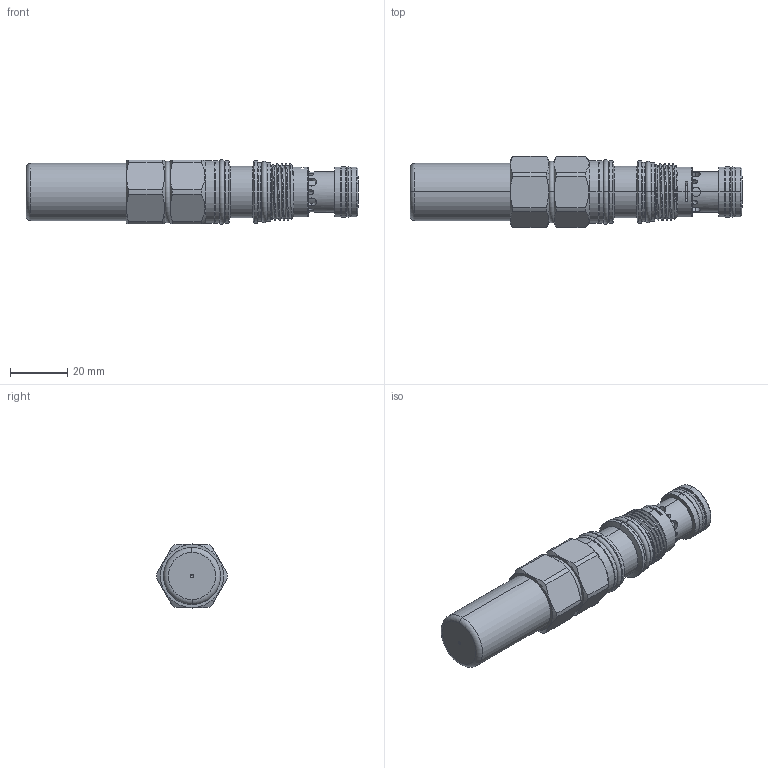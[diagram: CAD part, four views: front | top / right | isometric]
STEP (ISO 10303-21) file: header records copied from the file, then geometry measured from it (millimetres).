
FILE_DESCRIPTION (( 'STEP AP214' ), '1' );
FILE_NAME ('CA11A3B(3E)-C.STEP', '2016-04-14T08:19:19', ( '' ), ( '' ), 'SwSTEP 2.0', 'SolidWorks 2012', '' );
FILE_SCHEMA (( 'AUTOMOTIVE_DESIGN' ));
Length unit declared in the file: millimetre
Products named in the file (1): CA11A3B(3E)-C
Bounding box: 115.94 x 24.79 x 22.55 mm (x, y, z)
Volume: 31114.4 mm3; surface area: 13933.4 mm2
Topology: 2 solids, 5 shells, 355 faces, 845 edges, 529 vertices
Faces by surface type: cylinder 166, plane 70, cone 55, torus 53, bspline 10, sphere 1
Entity records: 17305 total; most frequent: CARTESIAN_POINT 9374, ORIENTED_EDGE 1678, DIRECTION 1632, EDGE_CURVE 839, AXIS2_PLACEMENT_3D 694, VERTEX_POINT 528, EDGE_LOOP 397, ADVANCED_FACE 355
